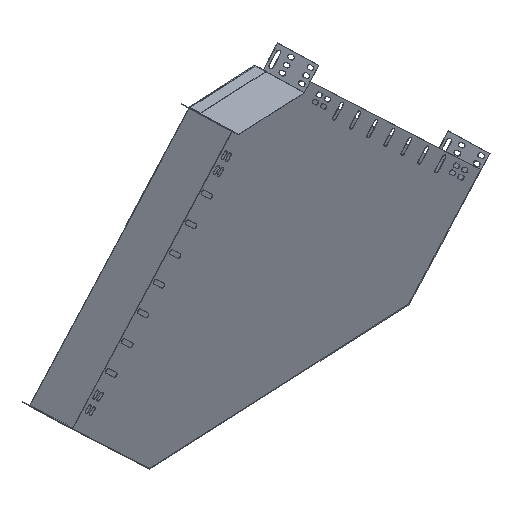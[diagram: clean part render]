
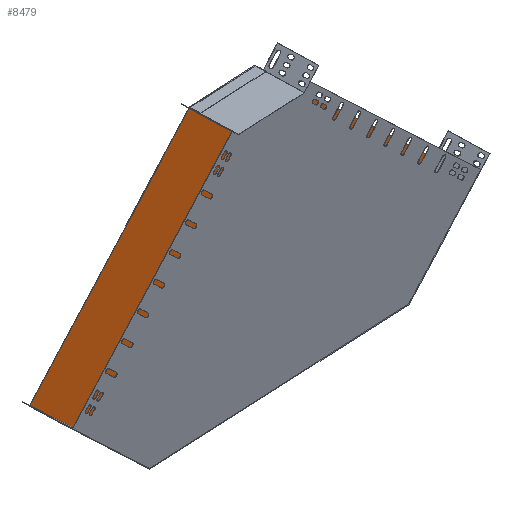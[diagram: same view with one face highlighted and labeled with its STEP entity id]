
A CAD part, isometric view. The second image highlights one B-rep face of the part: STEP entity #8479.
In plain terms, the highlighted planar face has unit normal (0.022, -1, 0.006).
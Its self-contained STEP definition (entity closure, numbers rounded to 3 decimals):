
#18 = CARTESIAN_POINT ( 'NONE',  ( -583.684, -73.729, 67.77 ) ) ;
#93 = CARTESIAN_POINT ( 'NONE',  ( -98.206, -60.812, 435.281 ) ) ;
#139 = LINE ( 'NONE', #8023, #368 ) ;
#143 = VERTEX_POINT ( 'NONE', #9069 ) ;
#216 = CARTESIAN_POINT ( 'NONE',  ( 265.474, -55.092, 90.231 ) ) ;
#368 = VECTOR ( 'NONE', #4307, 1000. ) ;
#390 = ORIENTED_EDGE ( 'NONE', *, *, #6952, .F. ) ;
#553 = LINE ( 'NONE', #9479, #6532 ) ;
#667 = VECTOR ( 'NONE', #9636, 1000. ) ;
#987 = EDGE_CURVE ( 'NONE', #9419, #143, #553, .T. ) ;
#999 = CARTESIAN_POINT ( 'NONE',  ( -239.272, -63.905, 431.967 ) ) ;
#1076 = EDGE_CURVE ( 'NONE', #2293, #8055, #1619, .T. ) ;
#1442 = ORIENTED_EDGE ( 'NONE', *, *, #3716, .T. ) ;
#1455 = EDGE_CURVE ( 'NONE', #7578, #8065, #6520, .T. ) ;
#1619 = LINE ( 'NONE', #6603, #6068 ) ;
#1655 = ORIENTED_EDGE ( 'NONE', *, *, #3136, .T. ) ;
#1742 = VECTOR ( 'NONE', #4763, 1000. ) ;
#1998 = VERTEX_POINT ( 'NONE', #216 ) ;
#2012 = LINE ( 'NONE', #6697, #5770 ) ;
#2123 = DIRECTION ( 'NONE',  ( 0.726, 0.011, -0.688 ) ) ;
#2176 = DIRECTION ( 'NONE',  ( -0.687, -0.02, -0.726 ) ) ;
#2293 = VERTEX_POINT ( 'NONE', #7307 ) ;
#2356 = EDGE_LOOP ( 'NONE', ( #2766, #9605, #6186, #1442, #4392, #390, #6624, #7668, #7654, #1655 ) ) ;
#2391 = LINE ( 'NONE', #8255, #3903 ) ;
#2397 = VERTEX_POINT ( 'NONE', #2957 ) ;
#2620 = FACE_OUTER_BOUND ( 'NONE', #2356, .T. ) ;
#2672 = LINE ( 'NONE', #4375, #667 ) ;
#2698 = DIRECTION ( 'NONE',  ( 0.022, -1., 0.006 ) ) ;
#2758 = VERTEX_POINT ( 'NONE', #4920 ) ;
#2766 = ORIENTED_EDGE ( 'NONE', *, *, #9029, .F. ) ;
#2957 = CARTESIAN_POINT ( 'NONE',  ( -239.259, -63.908, 431.467 ) ) ;
#3136 = EDGE_CURVE ( 'NONE', #143, #2397, #4089, .T. ) ;
#3299 = CARTESIAN_POINT ( 'NONE',  ( -98.206, -60.812, 435.281 ) ) ;
#3507 = CARTESIAN_POINT ( 'NONE',  ( -98.219, -60.809, 435.781 ) ) ;
#3716 = EDGE_CURVE ( 'NONE', #8055, #2758, #2672, .T. ) ;
#3903 = VECTOR ( 'NONE', #9011, 1000. ) ;
#4089 = LINE ( 'NONE', #999, #7832 ) ;
#4164 = CARTESIAN_POINT ( 'NONE',  ( 265.46, -55.089, 90.731 ) ) ;
#4307 = DIRECTION ( 'NONE',  ( 0.687, 0.02, 0.726 ) ) ;
#4375 = CARTESIAN_POINT ( 'NONE',  ( 122.808, -59.16, -60.417 ) ) ;
#4392 = ORIENTED_EDGE ( 'NONE', *, *, #5359, .F. ) ;
#4408 = CARTESIAN_POINT ( 'NONE',  ( -433.035, -71.362, -75.447 ) ) ;
#4541 = VECTOR ( 'NONE', #5568, 1000. ) ;
#4763 = DIRECTION ( 'NONE',  ( 0.027, -0.006, -1. ) ) ;
#4920 = CARTESIAN_POINT ( 'NONE',  ( 122.808, -59.16, -60.417 ) ) ;
#5060 = DIRECTION ( 'NONE',  ( 0.027, -0.006, -1. ) ) ;
#5359 = EDGE_CURVE ( 'NONE', #1998, #2758, #2012, .T. ) ;
#5511 = DIRECTION ( 'NONE',  ( 0.027, -0.006, -1. ) ) ;
#5528 = CARTESIAN_POINT ( 'NONE',  ( 265.46, -55.089, 90.731 ) ) ;
#5568 = DIRECTION ( 'NONE',  ( 0.726, 0.011, -0.688 ) ) ;
#5732 = LINE ( 'NONE', #5528, #1742 ) ;
#5770 = VECTOR ( 'NONE', #2176, 1000. ) ;
#6068 = VECTOR ( 'NONE', #2123, 1000. ) ;
#6186 = ORIENTED_EDGE ( 'NONE', *, *, #1076, .T. ) ;
#6520 = LINE ( 'NONE', #3299, #4541 ) ;
#6532 = VECTOR ( 'NONE', #7220, 1000. ) ;
#6603 = CARTESIAN_POINT ( 'NONE',  ( -583.671, -73.732, 67.27 ) ) ;
#6624 = ORIENTED_EDGE ( 'NONE', *, *, #1455, .F. ) ;
#6697 = CARTESIAN_POINT ( 'NONE',  ( 265.474, -55.092, 90.231 ) ) ;
#6952 = EDGE_CURVE ( 'NONE', #8065, #1998, #5732, .T. ) ;
#7180 = PLANE ( 'NONE',  #9486 ) ;
#7220 = DIRECTION ( 'NONE',  ( -0.999, -0.022, -0.027 ) ) ;
#7307 = CARTESIAN_POINT ( 'NONE',  ( -583.671, -73.732, 67.27 ) ) ;
#7422 = CARTESIAN_POINT ( 'NONE',  ( 265.46, -55.089, 90.731 ) ) ;
#7578 = VERTEX_POINT ( 'NONE', #93 ) ;
#7643 = VECTOR ( 'NONE', #5060, 1000. ) ;
#7654 = ORIENTED_EDGE ( 'NONE', *, *, #987, .T. ) ;
#7668 = ORIENTED_EDGE ( 'NONE', *, *, #8579, .F. ) ;
#7832 = VECTOR ( 'NONE', #5511, 1000. ) ;
#7922 = DIRECTION ( 'NONE',  ( 0.027, -0.006, -1. ) ) ;
#8023 = CARTESIAN_POINT ( 'NONE',  ( -239.259, -63.908, 431.467 ) ) ;
#8055 = VERTEX_POINT ( 'NONE', #4408 ) ;
#8065 = VERTEX_POINT ( 'NONE', #7422 ) ;
#8131 = VERTEX_POINT ( 'NONE', #18 ) ;
#8155 = EDGE_CURVE ( 'NONE', #2293, #8131, #2391, .T. ) ;
#8255 = CARTESIAN_POINT ( 'NONE',  ( -583.671, -73.732, 67.27 ) ) ;
#8479 = ADVANCED_FACE ( 'NONE', ( #2620 ), #7180, .T. ) ;
#8579 = EDGE_CURVE ( 'NONE', #9419, #7578, #9631, .T. ) ;
#9011 = DIRECTION ( 'NONE',  ( -0.027, 0.006, 1. ) ) ;
#9029 = EDGE_CURVE ( 'NONE', #8131, #2397, #139, .T. ) ;
#9069 = CARTESIAN_POINT ( 'NONE',  ( -239.272, -63.905, 431.967 ) ) ;
#9273 = CARTESIAN_POINT ( 'NONE',  ( -98.219, -60.809, 435.781 ) ) ;
#9419 = VERTEX_POINT ( 'NONE', #9273 ) ;
#9479 = CARTESIAN_POINT ( 'NONE',  ( -239.272, -63.905, 431.967 ) ) ;
#9486 = AXIS2_PLACEMENT_3D ( 'NONE', #4164, #2698, #7922 ) ;
#9605 = ORIENTED_EDGE ( 'NONE', *, *, #8155, .F. ) ;
#9631 = LINE ( 'NONE', #3507, #7643 ) ;
#9636 = DIRECTION ( 'NONE',  ( 0.999, 0.022, 0.027 ) ) ;
